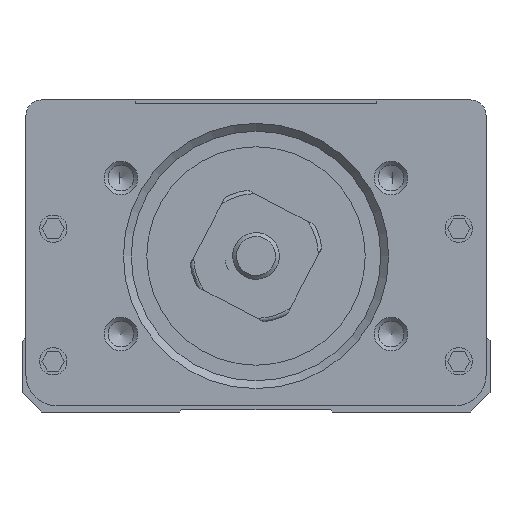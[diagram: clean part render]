
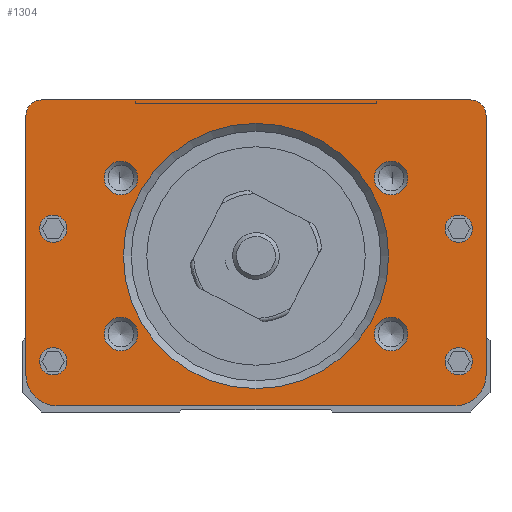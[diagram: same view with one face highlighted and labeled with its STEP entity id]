
A CAD part, front view. The second image highlights one B-rep face of the part: STEP entity #1304.
In plain terms, the highlighted face is planar.
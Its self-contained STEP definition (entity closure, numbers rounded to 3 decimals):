
#762=FACE_BOUND('',#3673,.T.);
#763=FACE_BOUND('',#3674,.T.);
#764=FACE_BOUND('',#3675,.T.);
#765=FACE_BOUND('',#3676,.T.);
#766=FACE_BOUND('',#3677,.T.);
#767=FACE_BOUND('',#3678,.T.);
#768=FACE_BOUND('',#3679,.T.);
#769=FACE_BOUND('',#3680,.T.);
#770=FACE_BOUND('',#3681,.T.);
#771=FACE_BOUND('',#3682,.T.);
#1304=ADVANCED_FACE('',(#762,#763,#764,#765,#766,#767,#768,#769,#770,#771),
#2249,.F.);
#2249=PLANE('',#17084);
#3673=EDGE_LOOP('',(#8415));
#3674=EDGE_LOOP('',(#8416));
#3675=EDGE_LOOP('',(#8417));
#3676=EDGE_LOOP('',(#8418));
#3677=EDGE_LOOP('',(#8419));
#3678=EDGE_LOOP('',(#8420));
#3679=EDGE_LOOP('',(#8421));
#3680=EDGE_LOOP('',(#8422));
#3681=EDGE_LOOP('',(#8423));
#3682=EDGE_LOOP('',(#8424,#8425,#8426,#8427,#8428,#8429,#8430,#8431));
#4991=LINE('',#24024,#6508);
#5037=LINE('',#24152,#6554);
#5039=LINE('',#24156,#6556);
#5059=LINE('',#24206,#6576);
#6508=VECTOR('',#18949,1.);
#6554=VECTOR('',#19043,1.);
#6556=VECTOR('',#19047,1.);
#6576=VECTOR('',#19093,1.);
#8415=ORIENTED_EDGE('',*,*,#14361,.T.);
#8416=ORIENTED_EDGE('',*,*,#14362,.T.);
#8417=ORIENTED_EDGE('',*,*,#14363,.T.);
#8418=ORIENTED_EDGE('',*,*,#14364,.T.);
#8419=ORIENTED_EDGE('',*,*,#14365,.T.);
#8420=ORIENTED_EDGE('',*,*,#14366,.T.);
#8421=ORIENTED_EDGE('',*,*,#14367,.T.);
#8422=ORIENTED_EDGE('',*,*,#14368,.T.);
#8423=ORIENTED_EDGE('',*,*,#14369,.T.);
#8424=ORIENTED_EDGE('',*,*,#14344,.F.);
#8425=ORIENTED_EDGE('',*,*,#14298,.F.);
#8426=ORIENTED_EDGE('',*,*,#14319,.F.);
#8427=ORIENTED_EDGE('',*,*,#14359,.F.);
#8428=ORIENTED_EDGE('',*,*,#14254,.F.);
#8429=ORIENTED_EDGE('',*,*,#14358,.F.);
#8430=ORIENTED_EDGE('',*,*,#14317,.F.);
#8431=ORIENTED_EDGE('',*,*,#14306,.F.);
#12642=VERTEX_POINT('',#24023);
#12643=VERTEX_POINT('',#24025);
#12683=VERTEX_POINT('',#24111);
#12684=VERTEX_POINT('',#24113);
#12691=VERTEX_POINT('',#24129);
#12692=VERTEX_POINT('',#24131);
#12697=VERTEX_POINT('',#24144);
#12701=VERTEX_POINT('',#24155);
#12726=VERTEX_POINT('',#24236);
#12727=VERTEX_POINT('',#24238);
#12728=VERTEX_POINT('',#24240);
#12729=VERTEX_POINT('',#24242);
#12730=VERTEX_POINT('',#24244);
#12731=VERTEX_POINT('',#24246);
#12732=VERTEX_POINT('',#24248);
#12733=VERTEX_POINT('',#24250);
#12734=VERTEX_POINT('',#24252);
#14254=EDGE_CURVE('',#12642,#12643,#4991,.T.);
#14298=EDGE_CURVE('',#12683,#12684,#16320,.T.);
#14306=EDGE_CURVE('',#12691,#12692,#16322,.T.);
#14317=EDGE_CURVE('',#12692,#12697,#5037,.T.);
#14319=EDGE_CURVE('',#12701,#12683,#5039,.T.);
#14344=EDGE_CURVE('',#12684,#12691,#5059,.T.);
#14358=EDGE_CURVE('',#12697,#12642,#16333,.T.);
#14359=EDGE_CURVE('',#12643,#12701,#16334,.T.);
#14361=EDGE_CURVE('',#12726,#12726,#16336,.T.);
#14362=EDGE_CURVE('',#12727,#12727,#16337,.T.);
#14363=EDGE_CURVE('',#12728,#12728,#16338,.T.);
#14364=EDGE_CURVE('',#12729,#12729,#16339,.T.);
#14365=EDGE_CURVE('',#12730,#12730,#16340,.T.);
#14366=EDGE_CURVE('',#12731,#12731,#16341,.T.);
#14367=EDGE_CURVE('',#12732,#12732,#16342,.T.);
#14368=EDGE_CURVE('',#12733,#12733,#16343,.T.);
#14369=EDGE_CURVE('',#12734,#12734,#16344,.T.);
#16320=CIRCLE('',#17041,4.);
#16322=CIRCLE('',#17045,4.);
#16333=CIRCLE('',#17069,2.);
#16334=CIRCLE('',#17071,2.);
#16336=CIRCLE('',#17075,2.15);
#16337=CIRCLE('',#17076,2.15);
#16338=CIRCLE('',#17077,2.15);
#16339=CIRCLE('',#17078,2.15);
#16340=CIRCLE('',#17079,17.);
#16341=CIRCLE('',#17080,1.75);
#16342=CIRCLE('',#17081,1.75);
#16343=CIRCLE('',#17082,1.75);
#16344=CIRCLE('',#17083,1.75);
#17041=AXIS2_PLACEMENT_3D('',#24112,#19013,#19014);
#17045=AXIS2_PLACEMENT_3D('',#24130,#19027,#19028);
#17069=AXIS2_PLACEMENT_3D('',#24229,#19116,#19117);
#17071=AXIS2_PLACEMENT_3D('',#24231,#19120,#19121);
#17075=AXIS2_PLACEMENT_3D('',#24235,#19128,#19129);
#17076=AXIS2_PLACEMENT_3D('',#24237,#19130,#19131);
#17077=AXIS2_PLACEMENT_3D('',#24239,#19132,#19133);
#17078=AXIS2_PLACEMENT_3D('',#24241,#19134,#19135);
#17079=AXIS2_PLACEMENT_3D('',#24243,#19136,#19137);
#17080=AXIS2_PLACEMENT_3D('',#24245,#19138,#19139);
#17081=AXIS2_PLACEMENT_3D('',#24247,#19140,#19141);
#17082=AXIS2_PLACEMENT_3D('',#24249,#19142,#19143);
#17083=AXIS2_PLACEMENT_3D('',#24251,#19144,#19145);
#17084=AXIS2_PLACEMENT_3D('',#24253,#19146,#19147);
#18949=DIRECTION('',(1.,0.,0.));
#19013=DIRECTION('',(0.,1.,0.));
#19014=DIRECTION('',(1.,0.,0.));
#19027=DIRECTION('',(0.,1.,0.));
#19028=DIRECTION('',(1.,0.,0.));
#19043=DIRECTION('',(0.,0.,1.));
#19047=DIRECTION('',(0.,0.,-1.));
#19093=DIRECTION('',(-1.,0.,0.));
#19116=DIRECTION('',(0.,1.,0.));
#19117=DIRECTION('',(0.,0.,1.));
#19120=DIRECTION('',(0.,1.,0.));
#19121=DIRECTION('',(0.,0.,1.));
#19128=DIRECTION('',(0.,1.,0.));
#19129=DIRECTION('',(0.,0.,1.));
#19130=DIRECTION('',(0.,1.,0.));
#19131=DIRECTION('',(0.,0.,1.));
#19132=DIRECTION('',(0.,1.,0.));
#19133=DIRECTION('',(0.,0.,1.));
#19134=DIRECTION('',(0.,1.,0.));
#19135=DIRECTION('',(0.,0.,1.));
#19136=DIRECTION('',(0.,1.,0.));
#19137=DIRECTION('',(0.,0.,1.));
#19138=DIRECTION('',(0.,1.,0.));
#19139=DIRECTION('',(0.,0.,1.));
#19140=DIRECTION('',(0.,1.,0.));
#19141=DIRECTION('',(0.,0.,1.));
#19142=DIRECTION('',(0.,1.,0.));
#19143=DIRECTION('',(0.,0.,1.));
#19144=DIRECTION('',(0.,1.,0.));
#19145=DIRECTION('',(0.,0.,1.));
#19146=DIRECTION('',(0.,1.,0.));
#19147=DIRECTION('',(0.,0.,-1.));
#24023=CARTESIAN_POINT('',(-27.5,-130.762,38.));
#24024=CARTESIAN_POINT('',(-25.5,-130.762,38.));
#24025=CARTESIAN_POINT('',(27.5,-130.762,38.));
#24111=CARTESIAN_POINT('',(29.5,-130.762,2.8));
#24112=CARTESIAN_POINT('',(25.5,-130.762,2.8));
#24113=CARTESIAN_POINT('',(25.5,-130.762,-1.2));
#24129=CARTESIAN_POINT('',(-25.5,-130.762,-1.2));
#24130=CARTESIAN_POINT('',(-25.5,-130.762,2.8));
#24131=CARTESIAN_POINT('',(-29.5,-130.762,2.8));
#24144=CARTESIAN_POINT('',(-29.5,-130.762,36.));
#24152=CARTESIAN_POINT('',(-29.5,-130.762,2.8));
#24155=CARTESIAN_POINT('',(29.5,-130.762,36.));
#24156=CARTESIAN_POINT('',(29.5,-130.762,39.));
#24206=CARTESIAN_POINT('',(25.5,-130.762,-1.2));
#24229=CARTESIAN_POINT('',(-27.5,-130.762,36.));
#24231=CARTESIAN_POINT('',(27.5,-130.762,36.));
#24235=CARTESIAN_POINT('',(-17.321,-130.762,28.));
#24236=CARTESIAN_POINT('',(-17.321,-130.762,30.15));
#24237=CARTESIAN_POINT('',(17.321,-130.762,8.));
#24238=CARTESIAN_POINT('',(17.321,-130.762,10.15));
#24239=CARTESIAN_POINT('',(17.321,-130.762,28.));
#24240=CARTESIAN_POINT('',(17.321,-130.762,30.15));
#24241=CARTESIAN_POINT('',(-17.321,-130.762,8.));
#24242=CARTESIAN_POINT('',(-17.321,-130.762,10.15));
#24243=CARTESIAN_POINT('',(0.,-130.762,18.));
#24244=CARTESIAN_POINT('',(0.,-130.762,35.));
#24245=CARTESIAN_POINT('',(-26.,-130.762,21.5));
#24246=CARTESIAN_POINT('',(-26.,-130.762,23.25));
#24247=CARTESIAN_POINT('',(-26.,-130.762,4.5));
#24248=CARTESIAN_POINT('',(-26.,-130.762,6.25));
#24249=CARTESIAN_POINT('',(26.,-130.762,4.5));
#24250=CARTESIAN_POINT('',(26.,-130.762,6.25));
#24251=CARTESIAN_POINT('',(26.,-130.762,21.5));
#24252=CARTESIAN_POINT('',(26.,-130.762,23.25));
#24253=CARTESIAN_POINT('',(-25.5,-130.762,2.8));
